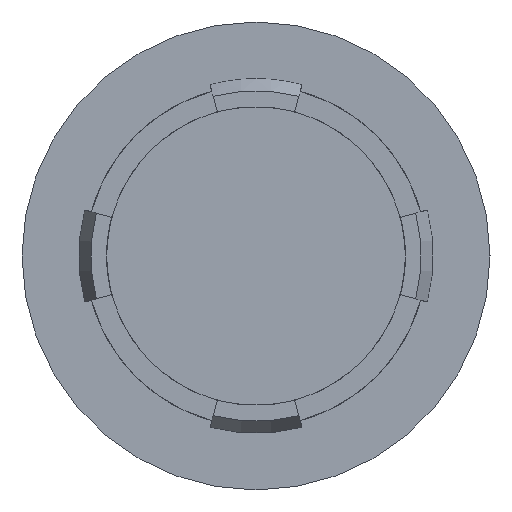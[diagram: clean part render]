
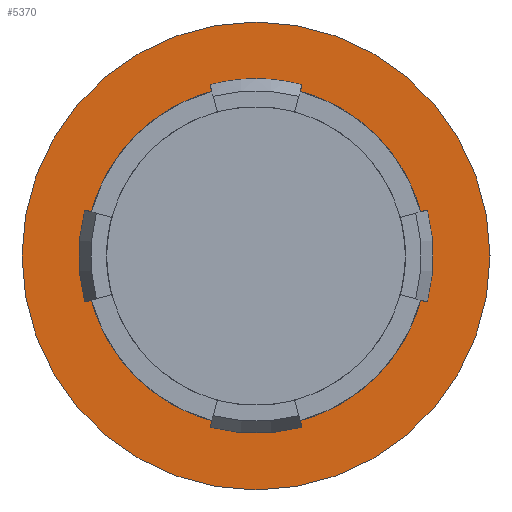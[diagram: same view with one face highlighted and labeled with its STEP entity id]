
A CAD part, front view. The second image highlights one B-rep face of the part: STEP entity #5370.
In plain terms, the highlighted planar face has unit normal (0, -1, 0).
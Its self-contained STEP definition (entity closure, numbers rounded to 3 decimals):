
#574 = EDGE_CURVE ( 'NONE', #5235, #2322, #981, .T. ) ;
#681 = DIRECTION ( 'NONE',  ( 1., 0., 0. ) ) ;
#923 = DIRECTION ( 'NONE',  ( 1., 0., 0. ) ) ;
#956 = DIRECTION ( 'NONE',  ( 1., 0., 0. ) ) ;
#981 = CIRCLE ( 'NONE', #4819, 24.4 ) ;
#1055 = AXIS2_PLACEMENT_3D ( 'NONE', #6006, #2370, #3600 ) ;
#1207 = EDGE_CURVE ( 'NONE', #4824, #6038, #4306, .T. ) ;
#1664 = CARTESIAN_POINT ( 'NONE',  ( 33.5, 0., 0. ) ) ;
#1685 = CARTESIAN_POINT ( 'NONE',  ( 0., 0., 0. ) ) ;
#1722 = DIRECTION ( 'NONE',  ( 0., 1., 0. ) ) ;
#2083 = CARTESIAN_POINT ( 'NONE',  ( -33.5, 0., 0. ) ) ;
#2183 = ORIENTED_EDGE ( 'NONE', *, *, #2898, .F. ) ;
#2322 = VERTEX_POINT ( 'NONE', #7525 ) ;
#2370 = DIRECTION ( 'NONE',  ( 0., 1., 0. ) ) ;
#2420 = DIRECTION ( 'NONE',  ( -1., 0., 0. ) ) ;
#2512 = ORIENTED_EDGE ( 'NONE', *, *, #574, .F. ) ;
#2521 = EDGE_CURVE ( 'NONE', #2322, #5235, #5551, .T. ) ;
#2542 = CARTESIAN_POINT ( 'NONE',  ( 0., 0., 0. ) ) ;
#2673 = PLANE ( 'NONE',  #4952 ) ;
#2898 = EDGE_CURVE ( 'NONE', #6038, #4824, #6859, .T. ) ;
#3203 = AXIS2_PLACEMENT_3D ( 'NONE', #5731, #3823, #956 ) ;
#3600 = DIRECTION ( 'NONE',  ( -1., 0., 0. ) ) ;
#3823 = DIRECTION ( 'NONE',  ( 0., -1., 0. ) ) ;
#4306 = CIRCLE ( 'NONE', #6903, 33.5 ) ;
#4819 = AXIS2_PLACEMENT_3D ( 'NONE', #2542, #4950, #681 ) ;
#4824 = VERTEX_POINT ( 'NONE', #6008 ) ;
#4950 = DIRECTION ( 'NONE',  ( 0., -1., 0. ) ) ;
#4952 = AXIS2_PLACEMENT_3D ( 'NONE', #2083, #6809, #923 ) ;
#5186 = FACE_BOUND ( 'NONE', #5699, .T. ) ;
#5235 = VERTEX_POINT ( 'NONE', #5577 ) ;
#5241 = ORIENTED_EDGE ( 'NONE', *, *, #2521, .F. ) ;
#5370 = ADVANCED_FACE ( 'NONE', ( #5186, #6233 ), #2673, .T. ) ;
#5551 = CIRCLE ( 'NONE', #3203, 24.4 ) ;
#5577 = CARTESIAN_POINT ( 'NONE',  ( 24.4, 0., 0. ) ) ;
#5699 = EDGE_LOOP ( 'NONE', ( #5241, #2512 ) ) ;
#5731 = CARTESIAN_POINT ( 'NONE',  ( 0., 0., 0. ) ) ;
#6006 = CARTESIAN_POINT ( 'NONE',  ( 0., 0., 0. ) ) ;
#6008 = CARTESIAN_POINT ( 'NONE',  ( -33.5, 0., 0. ) ) ;
#6038 = VERTEX_POINT ( 'NONE', #1664 ) ;
#6233 = FACE_OUTER_BOUND ( 'NONE', #7298, .T. ) ;
#6809 = DIRECTION ( 'NONE',  ( 0., -1., 0. ) ) ;
#6859 = CIRCLE ( 'NONE', #1055, 33.5 ) ;
#6903 = AXIS2_PLACEMENT_3D ( 'NONE', #1685, #1722, #2420 ) ;
#7293 = ORIENTED_EDGE ( 'NONE', *, *, #1207, .F. ) ;
#7298 = EDGE_LOOP ( 'NONE', ( #7293, #2183 ) ) ;
#7525 = CARTESIAN_POINT ( 'NONE',  ( -24.4, 0., 0. ) ) ;
